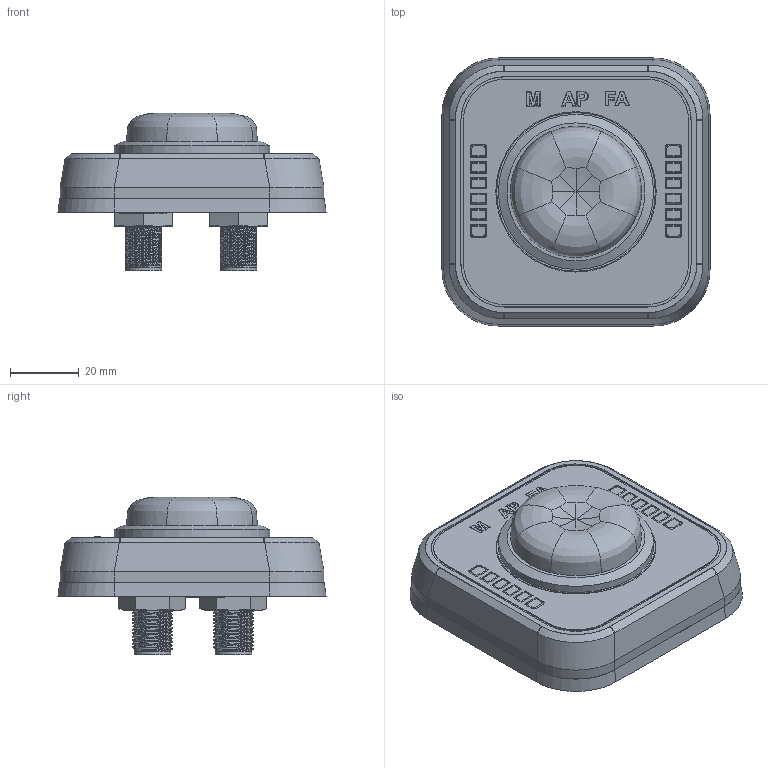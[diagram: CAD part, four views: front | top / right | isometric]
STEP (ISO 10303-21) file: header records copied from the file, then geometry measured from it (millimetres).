
FILE_DESCRIPTION(/* description */ (''),/* implementation_level */ '2;1');
FILE_NAME(/* name */ 'FILOS Controller [ASM-01899].step',/* time_stamp */ '2025-11-25T15:39:49+02:00',/* author */ (''),/* organization */ (''),/* preprocessor_version */ 'ST-DEVELOPER v20.1',/* originating_system */ 'Autodesk Translation Framework v14.21.0.0',/* authorisation */ '');
FILE_SCHEMA (('AUTOMOTIVE_DESIGN { 1 0 10303 214 3 1 1 }'));
Products named in the file (1): NEW CONTROLLER
Bounding box: 77.74 x 77.74 x 45.73 mm (x, y, z)
Volume: 73524.3 mm3; surface area: 42740.4 mm2
Topology: 2 solids, 2 shells, 1170 faces, 2966 edges, 1900 vertices
Faces by surface type: plane 630, bspline 356, cylinder 144, cone 28, sphere 10, torus 2
Full cylindrical faces by diameter (mm): 1 x10, 1.2 x2, 3.1 x2, 4 x8, 7 x6, 8 x2, 8.3 x2, 9.5 x4, 10.6 x38, 45 x1, 46 x1, 46.1 x1, 46.5 x1
Entity records: 69434 total; most frequent: CARTESIAN_POINT 43874, ORIENTED_EDGE 5912, DIRECTION 3963, EDGE_CURVE 2956, VERTEX_POINT 1900, LINE 1709, VECTOR 1709, EDGE_LOOP 1296
